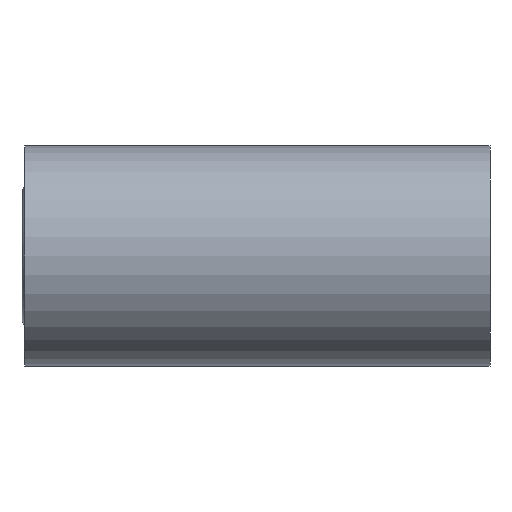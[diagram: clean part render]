
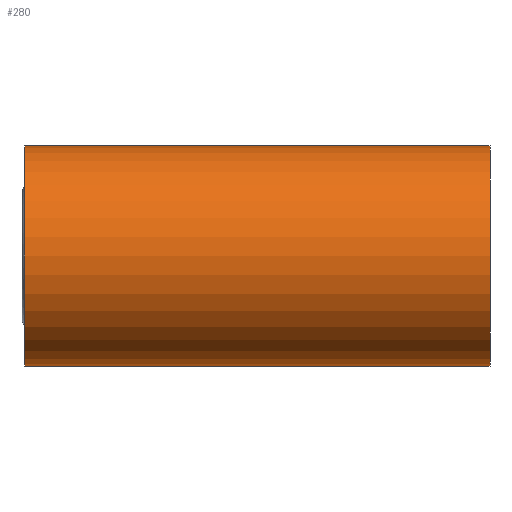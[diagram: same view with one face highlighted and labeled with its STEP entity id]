
A CAD part, left-side view. The second image highlights one B-rep face of the part: STEP entity #280.
In plain terms, the highlighted cylindrical face has radius 40 mm (diameter 80 mm), a partial arc.
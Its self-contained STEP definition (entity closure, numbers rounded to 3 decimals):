
#28 = CARTESIAN_POINT ( 'NONE',  ( 0., -160., 40. ) ) ;
#89 = CARTESIAN_POINT ( 'NONE',  ( 0., -160., -40. ) ) ;
#93 = AXIS2_PLACEMENT_3D ( 'NONE', #808, #1178, #577 ) ;
#177 = VERTEX_POINT ( 'NONE', #89 ) ;
#189 = VECTOR ( 'NONE', #365, 1000. ) ;
#200 = VERTEX_POINT ( 'NONE', #1348 ) ;
#260 = EDGE_CURVE ( 'NONE', #659, #177, #1042, .T. ) ;
#280 = ADVANCED_FACE ( 'NONE', ( #802 ), #1415, .T. ) ;
#285 = DIRECTION ( 'NONE',  ( 0., 0., 1. ) ) ;
#301 = CARTESIAN_POINT ( 'NONE',  ( 0., 9.047, 40. ) ) ;
#365 = DIRECTION ( 'NONE',  ( 0., 1., 0. ) ) ;
#366 = CARTESIAN_POINT ( 'NONE',  ( 0., 9.047, 0. ) ) ;
#381 = DIRECTION ( 'NONE',  ( 0., 0., 1. ) ) ;
#457 = EDGE_CURVE ( 'NONE', #659, #812, #1150, .T. ) ;
#471 = CIRCLE ( 'NONE', #1093, 40. ) ;
#516 = ORIENTED_EDGE ( 'NONE', *, *, #983, .F. ) ;
#524 = EDGE_CURVE ( 'NONE', #177, #200, #1319, .T. ) ;
#577 = DIRECTION ( 'NONE',  ( 0., 0., -1. ) ) ;
#659 = VERTEX_POINT ( 'NONE', #727 ) ;
#683 = ORIENTED_EDGE ( 'NONE', *, *, #260, .F. ) ;
#727 = CARTESIAN_POINT ( 'NONE',  ( 0., -160., 40. ) ) ;
#787 = VECTOR ( 'NONE', #1071, 1000. ) ;
#802 = FACE_OUTER_BOUND ( 'NONE', #1036, .T. ) ;
#806 = DIRECTION ( 'NONE',  ( 0., 1., 0. ) ) ;
#808 = CARTESIAN_POINT ( 'NONE',  ( 0., -160., 0. ) ) ;
#812 = VERTEX_POINT ( 'NONE', #301 ) ;
#951 = DIRECTION ( 'NONE',  ( 0., 1., 0. ) ) ;
#983 = EDGE_CURVE ( 'NONE', #200, #812, #471, .T. ) ;
#1009 = ORIENTED_EDGE ( 'NONE', *, *, #457, .T. ) ;
#1036 = EDGE_LOOP ( 'NONE', ( #1109, #683, #1009, #516 ) ) ;
#1042 = CIRCLE ( 'NONE', #93, 40. ) ;
#1071 = DIRECTION ( 'NONE',  ( 0., 1., 0. ) ) ;
#1074 = CARTESIAN_POINT ( 'NONE',  ( 0., -160., -40. ) ) ;
#1093 = AXIS2_PLACEMENT_3D ( 'NONE', #366, #806, #285 ) ;
#1109 = ORIENTED_EDGE ( 'NONE', *, *, #524, .F. ) ;
#1150 = LINE ( 'NONE', #28, #787 ) ;
#1178 = DIRECTION ( 'NONE',  ( 0., -1., 0. ) ) ;
#1262 = CARTESIAN_POINT ( 'NONE',  ( 0., -160., 0. ) ) ;
#1319 = LINE ( 'NONE', #1074, #189 ) ;
#1348 = CARTESIAN_POINT ( 'NONE',  ( 0., 9.047, -40. ) ) ;
#1415 = CYLINDRICAL_SURFACE ( 'NONE', #1443, 40. ) ;
#1443 = AXIS2_PLACEMENT_3D ( 'NONE', #1262, #951, #381 ) ;
